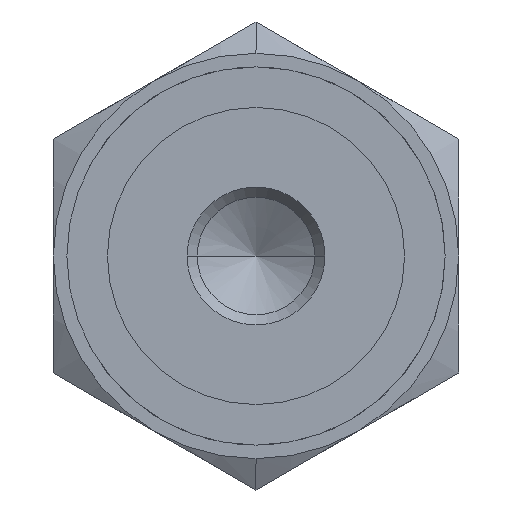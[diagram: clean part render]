
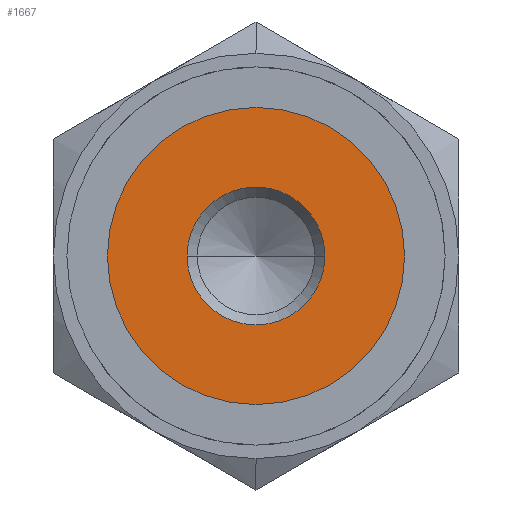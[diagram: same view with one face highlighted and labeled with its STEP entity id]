
A CAD part, front view. The second image highlights one B-rep face of the part: STEP entity #1667.
In plain terms, the highlighted planar face has unit normal (0, -1, 0).
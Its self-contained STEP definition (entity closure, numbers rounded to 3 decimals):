
#750=CARTESIAN_POINT('',(-11.0,0.0,0.0));
#751=VERTEX_POINT('',#750);
#760=CARTESIAN_POINT('',(11.0,0.0,0.));
#761=VERTEX_POINT('',#760);
#762=CARTESIAN_POINT('',(0.0,0.0,0.0));
#763=DIRECTION('',(0.0,1.0,0.0));
#764=DIRECTION('',(-1.0,0.0,0.0));
#765=AXIS2_PLACEMENT_3D('',#762,#763,#764);
#766=CIRCLE('',#765,11.0);
#767=EDGE_CURVE('',#751,#761,#766,.T.);
#1103=CARTESIAN_POINT('',(5.1,0.0,0.0));
#1104=VERTEX_POINT('',#1103);
#1112=CARTESIAN_POINT('',(-5.1,0.0,0.));
#1113=VERTEX_POINT('',#1112);
#1120=CARTESIAN_POINT('',(0.0,0.0,0.0));
#1121=DIRECTION('',(0.0,1.0,0.0));
#1122=DIRECTION('',(1.0,0.0,0.0));
#1123=AXIS2_PLACEMENT_3D('',#1120,#1121,#1122);
#1124=CIRCLE('',#1123,5.1);
#1125=EDGE_CURVE('',#1104,#1113,#1124,.T.);
#1375=CARTESIAN_POINT('',(0.0,0.0,0.0));
#1376=DIRECTION('',(0.0,1.0,0.0));
#1377=DIRECTION('',(1.0,0.0,0.0));
#1378=AXIS2_PLACEMENT_3D('',#1375,#1376,#1377);
#1379=CIRCLE('',#1378,5.1);
#1380=EDGE_CURVE('',#1113,#1104,#1379,.T.);
#1648=CARTESIAN_POINT('',(-5.5,0.0,0.0));
#1649=DIRECTION('',(0.0,-1.0,0.0));
#1650=DIRECTION('',(0.0,0.0,-1.0));
#1651=AXIS2_PLACEMENT_3D('',#1648,#1649,#1650);
#1652=PLANE('',#1651);
#1653=ORIENTED_EDGE('',*,*,#767,.F.);
#1654=CARTESIAN_POINT('',(0.0,0.0,0.0));
#1655=DIRECTION('',(0.0,1.0,0.0));
#1656=DIRECTION('',(-1.0,0.0,0.0));
#1657=AXIS2_PLACEMENT_3D('',#1654,#1655,#1656);
#1658=CIRCLE('',#1657,11.0);
#1659=EDGE_CURVE('',#761,#751,#1658,.T.);
#1660=ORIENTED_EDGE('',*,*,#1659,.F.);
#1661=EDGE_LOOP('',(#1653,#1660));
#1662=FACE_OUTER_BOUND('',#1661,.T.);
#1663=ORIENTED_EDGE('',*,*,#1125,.T.);
#1664=ORIENTED_EDGE('',*,*,#1380,.T.);
#1665=EDGE_LOOP('',(#1663,#1664));
#1666=FACE_BOUND('',#1665,.T.);
#1667=ADVANCED_FACE('',(#1662,#1666),#1652,.T.);
